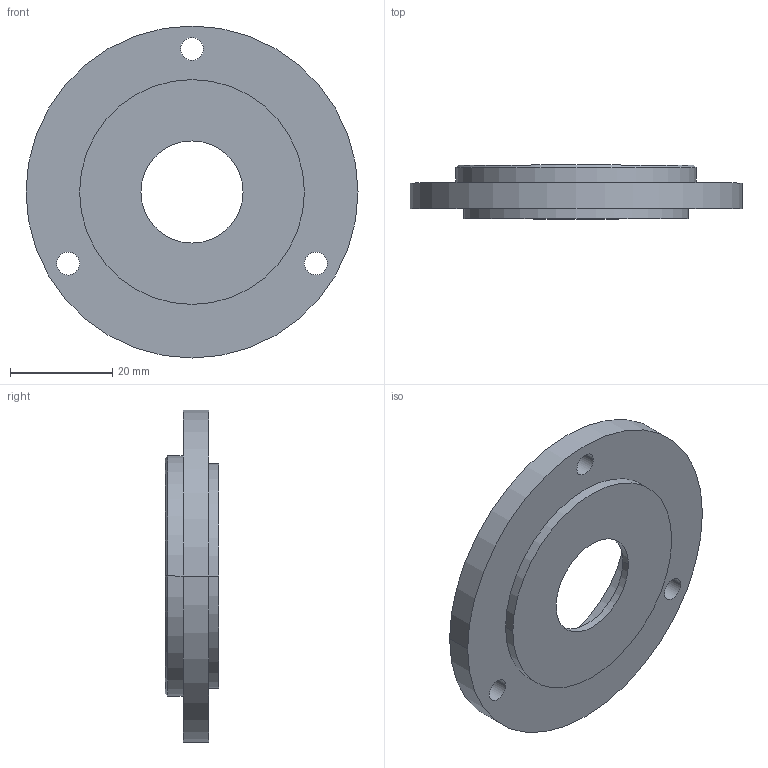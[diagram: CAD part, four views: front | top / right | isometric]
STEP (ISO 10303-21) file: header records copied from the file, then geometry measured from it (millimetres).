
FILE_DESCRIPTION (( 'STEP AP203' ), '1' );
FILE_NAME ('Couvercle_300-732_Défaut_sldprt.STEP', '2017-12-12T20:31:59', ( '' ), ( '' ), 'SwSTEP 2.0', 'SolidWorks 2016', '' );
FILE_SCHEMA (( 'CONFIG_CONTROL_DESIGN' ));
Length unit declared in the file: millimetre
Products named in the file (1): Couvercle_300-732_Défaut_sldprt
Bounding box: 65 x 10.5 x 65 mm (x, y, z)
Volume: 13667 mm3; surface area: 9120.8 mm2
Topology: 1 solids, 1 shells, 23 faces, 52 edges, 34 vertices
Faces by surface type: cylinder 16, plane 5, cone 2
Entity records: 757 total; most frequent: DIRECTION 134, CARTESIAN_POINT 110, ORIENTED_EDGE 104, AXIS2_PLACEMENT_3D 58, EDGE_CURVE 52, CIRCLE 34, VERTEX_POINT 34, EDGE_LOOP 34
